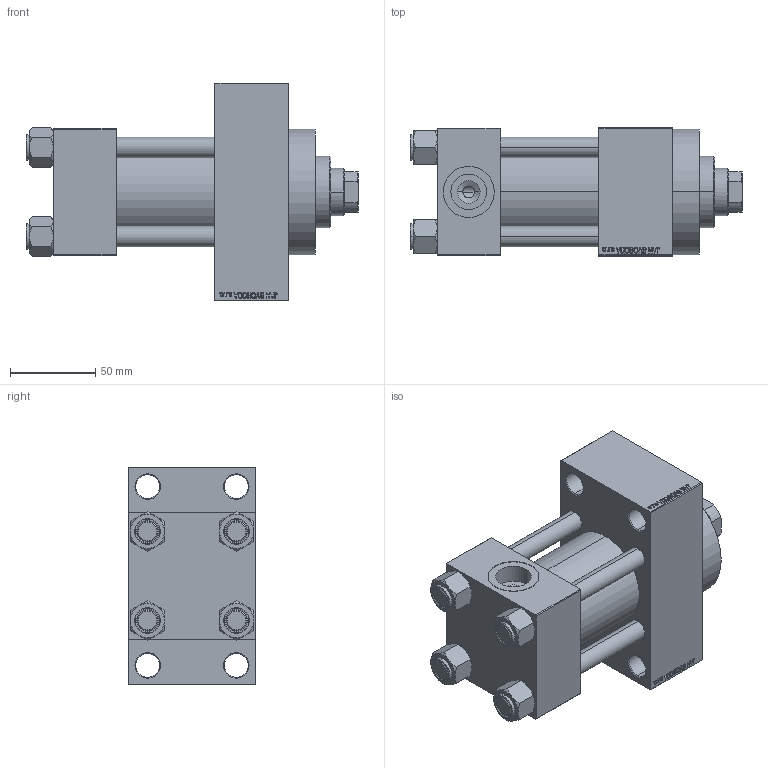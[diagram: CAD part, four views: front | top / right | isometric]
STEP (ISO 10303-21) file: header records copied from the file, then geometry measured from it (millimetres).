
FILE_DESCRIPTION (( 'STEP AP203' ), '1' );
FILE_NAME ('6c74.STEP', '2022-05-31T14:15:44', ( '' ), ( '' ), 'SwSTEP 2.0', 'SolidWorks 2019', '' );
FILE_SCHEMA (( 'CONFIG_CONTROL_DESIGN' ));
Length unit declared in the file: millimetre
Products named in the file (6): 6c74; V215CD_D_TYCINKA be893e9d57dfbf6760d1dc0a6b124c17; V215CD_VC_A be893e9d57dfbf6760d1dc0a6b124c17; V215CD_D_Body be893e9d57dfbf6760d1dc0a6b124c17; V215CD_NUT_M5_D be893e9d57dfbf6760d1dc0a6b124c17; V215CD_VCP_D be893e9d57dfbf6760d1dc0a6b124c17
Assembly tree (11 placements, depth 2):
  6c74
    V215CD_D_Body be893e9d57dfbf6760d1dc0a6b124c17
    V215CD_VC_A be893e9d57dfbf6760d1dc0a6b124c17
    V215CD_VCP_D be893e9d57dfbf6760d1dc0a6b124c17
    V215CD_D_TYCINKA be893e9d57dfbf6760d1dc0a6b124c17  x4
    V215CD_NUT_M5_D be893e9d57dfbf6760d1dc0a6b124c17  x4
Bounding box: 195 x 75 x 128 mm (x, y, z)
Volume: 815113.5 mm3; surface area: 168798.2 mm2
Topology: 11 solids, 11 shells, 1111 faces, 2769 edges, 1793 vertices
Faces by surface type: plane 499, bspline 368, cone 144, cylinder 92, torus 8
Entity records: 47449 total; most frequent: CARTESIAN_POINT 25118, ORIENTED_EDGE 5030, DIRECTION 3237, EDGE_CURVE 2515, VERTEX_POINT 1649, VECTOR 1509, LINE 1509, EDGE_LOOP 1124
